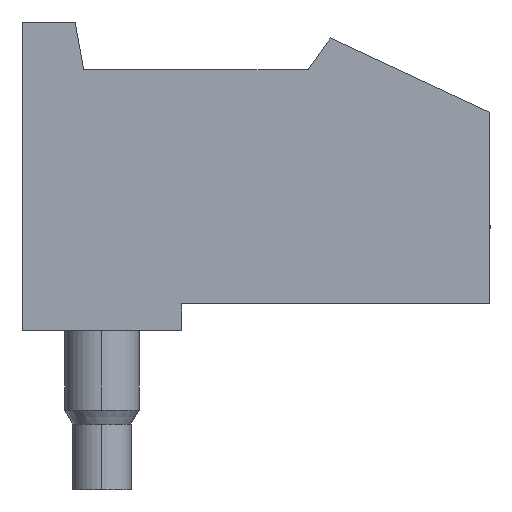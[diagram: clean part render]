
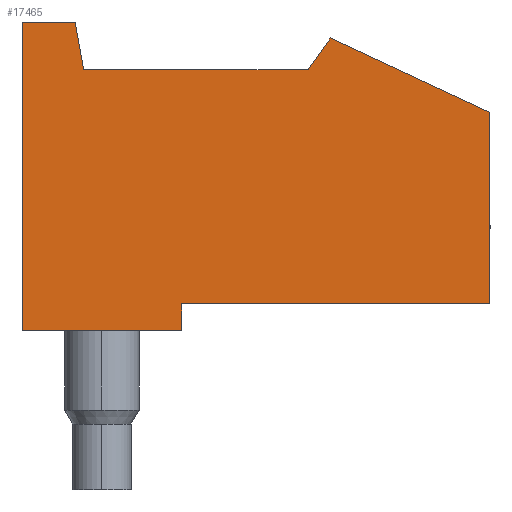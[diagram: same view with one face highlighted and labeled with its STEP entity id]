
A CAD part, left-side view. The second image highlights one B-rep face of the part: STEP entity #17465.
In plain terms, the highlighted planar face has unit normal (-1, 0, 0).
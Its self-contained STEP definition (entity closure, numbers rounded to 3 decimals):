
#251 = EDGE_CURVE ( 'NONE', #4706, #22890, #29796, .T. ) ;
#624 = AXIS2_PLACEMENT_3D ( 'NONE', #32016, #1204, #19355 ) ;
#1204 = DIRECTION ( 'NONE',  ( 1., 0., 0. ) ) ;
#1257 = VERTEX_POINT ( 'NONE', #15531 ) ;
#1323 = VECTOR ( 'NONE', #7084, 1000. ) ;
#1526 = VECTOR ( 'NONE', #30527, 1000. ) ;
#1645 = DIRECTION ( 'NONE',  ( 0., 0., 1. ) ) ;
#1733 = CARTESIAN_POINT ( 'NONE',  ( -29.653, 0.232, 0.921 ) ) ;
#2528 = DIRECTION ( 'NONE',  ( 0., 0., 1. ) ) ;
#3001 = CARTESIAN_POINT ( 'NONE',  ( -29.653, -1.768, -4.379 ) ) ;
#3366 = VERTEX_POINT ( 'NONE', #10317 ) ;
#3455 = VERTEX_POINT ( 'NONE', #9302 ) ;
#3613 = LINE ( 'NONE', #30002, #3977 ) ;
#3977 = VECTOR ( 'NONE', #12102, 1000. ) ;
#4359 = DIRECTION ( 'NONE',  ( 0., 1., 0. ) ) ;
#4583 = VERTEX_POINT ( 'NONE', #25892 ) ;
#4706 = VERTEX_POINT ( 'NONE', #23077 ) ;
#5085 = CARTESIAN_POINT ( 'NONE',  ( -29.653, -4.568, 0.621 ) ) ;
#5431 = VERTEX_POINT ( 'NONE', #8426 ) ;
#5490 = CARTESIAN_POINT ( 'NONE',  ( -29.653, -1.768, -4.879 ) ) ;
#5686 = EDGE_CURVE ( 'NONE', #3366, #22890, #24716, .T. ) ;
#7084 = DIRECTION ( 'NONE',  ( 0., -0.574, 0.819 ) ) ;
#7247 = EDGE_CURVE ( 'NONE', #5431, #16138, #8477, .T. ) ;
#8426 = CARTESIAN_POINT ( 'NONE',  ( -29.653, -7.568, -4.379 ) ) ;
#8477 = LINE ( 'NONE', #25589, #1526 ) ;
#9302 = CARTESIAN_POINT ( 'NONE',  ( -29.653, 1.232, 0.921 ) ) ;
#9351 = LINE ( 'NONE', #32424, #9744 ) ;
#9744 = VECTOR ( 'NONE', #1645, 1000. ) ;
#10186 = VERTEX_POINT ( 'NONE', #25947 ) ;
#10314 = ORIENTED_EDGE ( 'NONE', *, *, #28877, .F. ) ;
#10317 = CARTESIAN_POINT ( 'NONE',  ( -29.653, -4.148, 0.021 ) ) ;
#10339 = VERTEX_POINT ( 'NONE', #5490 ) ;
#10618 = LINE ( 'NONE', #22080, #26760 ) ;
#10783 = CARTESIAN_POINT ( 'NONE',  ( -29.653, -4.568, 0.621 ) ) ;
#10947 = VECTOR ( 'NONE', #29839, 1000. ) ;
#11388 = LINE ( 'NONE', #11922, #10947 ) ;
#11732 = ORIENTED_EDGE ( 'NONE', *, *, #11834, .T. ) ;
#11834 = EDGE_CURVE ( 'NONE', #1257, #3455, #30616, .T. ) ;
#11922 = CARTESIAN_POINT ( 'NONE',  ( -29.653, 0.073, 0.021 ) ) ;
#12102 = DIRECTION ( 'NONE',  ( 0., 0., 1. ) ) ;
#12111 = ORIENTED_EDGE ( 'NONE', *, *, #5686, .F. ) ;
#12289 = DIRECTION ( 'NONE',  ( 0., 0.906, 0.423 ) ) ;
#12396 = ORIENTED_EDGE ( 'NONE', *, *, #20278, .F. ) ;
#14194 = PLANE ( 'NONE',  #624 ) ;
#15495 = CARTESIAN_POINT ( 'NONE',  ( -29.653, -7.568, -4.379 ) ) ;
#15531 = CARTESIAN_POINT ( 'NONE',  ( -29.653, 0.232, 0.921 ) ) ;
#16138 = VERTEX_POINT ( 'NONE', #3001 ) ;
#16764 = ORIENTED_EDGE ( 'NONE', *, *, #7247, .F. ) ;
#17377 = LINE ( 'NONE', #15495, #18224 ) ;
#17465 = ADVANCED_FACE ( 'NONE', ( #18194 ), #14194, .F. ) ;
#18194 = FACE_OUTER_BOUND ( 'NONE', #29985, .T. ) ;
#18224 = VECTOR ( 'NONE', #2528, 1000. ) ;
#18516 = ORIENTED_EDGE ( 'NONE', *, *, #30269, .F. ) ;
#19355 = DIRECTION ( 'NONE',  ( 0., 1., 0. ) ) ;
#20278 = EDGE_CURVE ( 'NONE', #10186, #3455, #3613, .T. ) ;
#20760 = CARTESIAN_POINT ( 'NONE',  ( -29.653, 1.232, -4.879 ) ) ;
#20793 = ORIENTED_EDGE ( 'NONE', *, *, #22267, .T. ) ;
#21737 = EDGE_CURVE ( 'NONE', #10339, #16138, #9351, .T. ) ;
#22080 = CARTESIAN_POINT ( 'NONE',  ( -29.653, 1.232, 0.021 ) ) ;
#22143 = ORIENTED_EDGE ( 'NONE', *, *, #21737, .T. ) ;
#22267 = EDGE_CURVE ( 'NONE', #4583, #1257, #11388, .T. ) ;
#22557 = CARTESIAN_POINT ( 'NONE',  ( -29.653, -4.148, 0.021 ) ) ;
#22890 = VERTEX_POINT ( 'NONE', #5085 ) ;
#23077 = CARTESIAN_POINT ( 'NONE',  ( -29.653, -7.568, -0.778 ) ) ;
#24178 = ORIENTED_EDGE ( 'NONE', *, *, #24565, .T. ) ;
#24420 = ORIENTED_EDGE ( 'NONE', *, *, #251, .T. ) ;
#24565 = EDGE_CURVE ( 'NONE', #5431, #4706, #17377, .T. ) ;
#24689 = DIRECTION ( 'NONE',  ( 0., -1., 0. ) ) ;
#24716 = LINE ( 'NONE', #22557, #1323 ) ;
#25589 = CARTESIAN_POINT ( 'NONE',  ( -29.653, 1.232, -4.379 ) ) ;
#25892 = CARTESIAN_POINT ( 'NONE',  ( -29.653, 0.073, 0.021 ) ) ;
#25941 = DIRECTION ( 'NONE',  ( 0., 1., 0. ) ) ;
#25947 = CARTESIAN_POINT ( 'NONE',  ( -29.653, 1.232, -4.879 ) ) ;
#26189 = VECTOR ( 'NONE', #12289, 1000. ) ;
#26760 = VECTOR ( 'NONE', #24689, 1000. ) ;
#28877 = EDGE_CURVE ( 'NONE', #10339, #10186, #31409, .T. ) ;
#29796 = LINE ( 'NONE', #10783, #26189 ) ;
#29839 = DIRECTION ( 'NONE',  ( 0., 0.174, 0.985 ) ) ;
#29985 = EDGE_LOOP ( 'NONE', ( #16764, #24178, #24420, #12111, #18516, #20793, #11732, #12396, #10314, #22143 ) ) ;
#30002 = CARTESIAN_POINT ( 'NONE',  ( -29.653, 1.232, -10.679 ) ) ;
#30269 = EDGE_CURVE ( 'NONE', #4583, #3366, #10618, .T. ) ;
#30527 = DIRECTION ( 'NONE',  ( 0., 1., 0. ) ) ;
#30616 = LINE ( 'NONE', #1733, #30738 ) ;
#30738 = VECTOR ( 'NONE', #4359, 1000. ) ;
#31409 = LINE ( 'NONE', #20760, #32125 ) ;
#32016 = CARTESIAN_POINT ( 'NONE',  ( -29.653, 1.232, -10.679 ) ) ;
#32125 = VECTOR ( 'NONE', #25941, 1000. ) ;
#32424 = CARTESIAN_POINT ( 'NONE',  ( -29.653, -1.768, -4.379 ) ) ;
